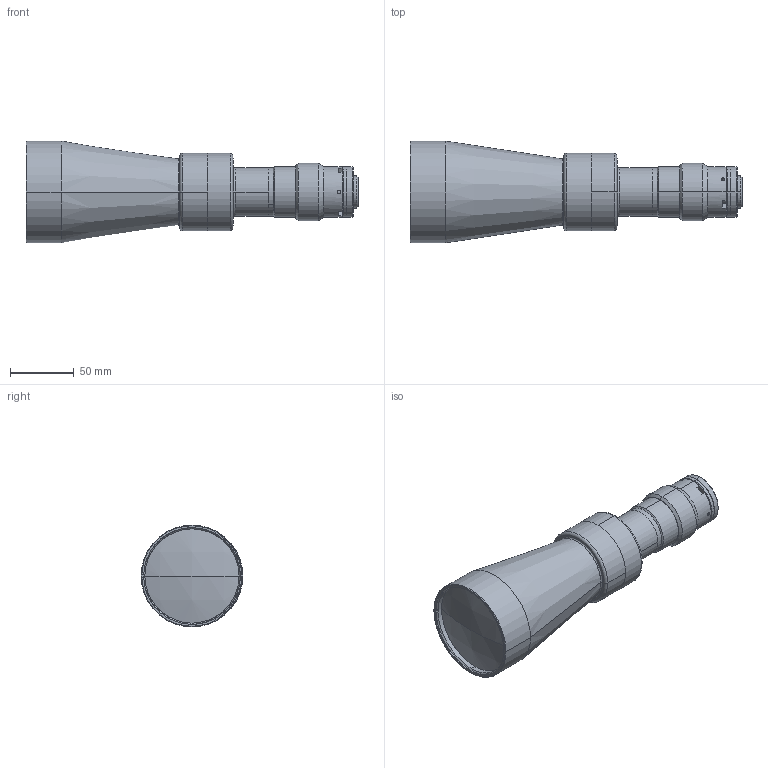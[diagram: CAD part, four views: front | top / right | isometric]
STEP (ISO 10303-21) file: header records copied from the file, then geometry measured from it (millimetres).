
FILE_DESCRIPTION (( 'STEP AP203' ), '1' );
FILE_NAME ('DP71396_TC2MHR056-C.step', '2019-12-13T14:48:13', ( '' ), ( '' ), 'SwSTEP 2.0', 'SolidWorks 2018', '' );
FILE_SCHEMA (( 'CONFIG_CONTROL_DESIGN' ));
Length unit declared in the file: millimetre
Products named in the file (2): DP71396_TC2MHR056-C
Bounding box: 260.84 x 80 x 80 mm (x, y, z)
Surface area: 68223.9 mm2 (no closed solid volume)
Topology: 0 solids, 12 shells, 121 faces, 329 edges, 223 vertices
Faces by surface type: cylinder 50, plane 33, cone 24, torus 12, sphere 2
Entity records: 4234 total; most frequent: CARTESIAN_POINT 951, DIRECTION 728, ORIENTED_EDGE 550, EDGE_CURVE 329, AXIS2_PLACEMENT_3D 306, VERTEX_POINT 223, CIRCLE 183, EDGE_LOOP 147
